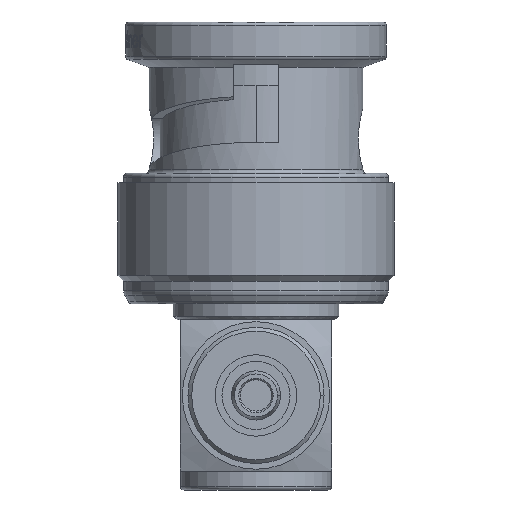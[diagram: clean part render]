
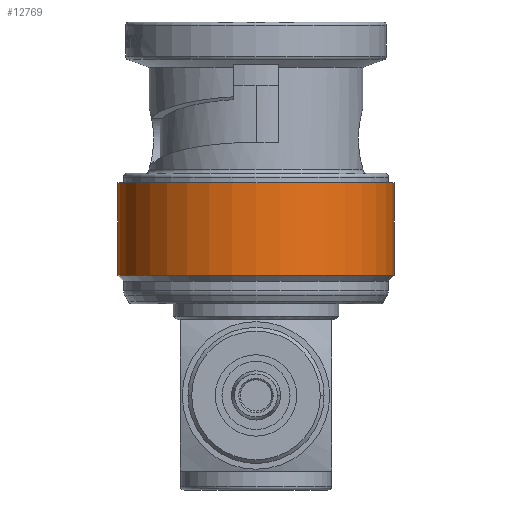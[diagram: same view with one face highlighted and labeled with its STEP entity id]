
A CAD part, front view. The second image highlights one B-rep face of the part: STEP entity #12769.
In plain terms, the highlighted cylindrical face has radius 7.3 mm (diameter 14.6 mm), a partial arc.
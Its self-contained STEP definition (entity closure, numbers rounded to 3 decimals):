
#118 = LINE ( 'NONE', #13523, #13736 ) ;
#455 = EDGE_CURVE ( 'NONE', #15178, #16093, #10800, .T. ) ;
#1643 = CARTESIAN_POINT ( 'NONE',  ( 7.3, 0., -12.55 ) ) ;
#2154 = CARTESIAN_POINT ( 'NONE',  ( 7.3, 0., -7.65 ) ) ;
#2489 = CARTESIAN_POINT ( 'NONE',  ( 7.3, 0., 2.634 ) ) ;
#3288 = DIRECTION ( 'NONE',  ( 0., 0., 1. ) ) ;
#3603 = CARTESIAN_POINT ( 'NONE',  ( 0., 0., -12.55 ) ) ;
#4072 = VERTEX_POINT ( 'NONE', #6847 ) ;
#4538 = DIRECTION ( 'NONE',  ( 1., 0., 0. ) ) ;
#4618 = CARTESIAN_POINT ( 'NONE',  ( 0., 0., 2.634 ) ) ;
#4927 = DIRECTION ( 'NONE',  ( 1., 0., 0. ) ) ;
#4953 = ORIENTED_EDGE ( 'NONE', *, *, #9512, .T. ) ;
#5012 = CIRCLE ( 'NONE', #13344, 7.3 ) ;
#5464 = AXIS2_PLACEMENT_3D ( 'NONE', #14956, #12350, #4538 ) ;
#6230 = VERTEX_POINT ( 'NONE', #1643 ) ;
#6362 = AXIS2_PLACEMENT_3D ( 'NONE', #4618, #3288, #15196 ) ;
#6847 = CARTESIAN_POINT ( 'NONE',  ( -7.3, 0., -12.55 ) ) ;
#6971 = ORIENTED_EDGE ( 'NONE', *, *, #12318, .F. ) ;
#7011 = CARTESIAN_POINT ( 'NONE',  ( -7.3, 0., -7.65 ) ) ;
#9141 = ORIENTED_EDGE ( 'NONE', *, *, #16868, .T. ) ;
#9512 = EDGE_CURVE ( 'NONE', #4072, #6230, #5012, .T. ) ;
#10800 = CIRCLE ( 'NONE', #5464, 7.3 ) ;
#11060 = FACE_OUTER_BOUND ( 'NONE', #14932, .T. ) ;
#12212 = DIRECTION ( 'NONE',  ( 0., 0., 1. ) ) ;
#12318 = EDGE_CURVE ( 'NONE', #4072, #15178, #118, .T. ) ;
#12350 = DIRECTION ( 'NONE',  ( 0., 0., 1. ) ) ;
#12769 = ADVANCED_FACE ( 'NONE', ( #11060 ), #16396, .T. ) ;
#12834 = DIRECTION ( 'NONE',  ( 0., 0., 1. ) ) ;
#13034 = VECTOR ( 'NONE', #14364, 1000. ) ;
#13344 = AXIS2_PLACEMENT_3D ( 'NONE', #3603, #12834, #4927 ) ;
#13523 = CARTESIAN_POINT ( 'NONE',  ( -7.3, 0., 2.634 ) ) ;
#13736 = VECTOR ( 'NONE', #12212, 1000. ) ;
#14166 = ORIENTED_EDGE ( 'NONE', *, *, #455, .F. ) ;
#14364 = DIRECTION ( 'NONE',  ( 0., 0., 1. ) ) ;
#14932 = EDGE_LOOP ( 'NONE', ( #6971, #4953, #9141, #14166 ) ) ;
#14956 = CARTESIAN_POINT ( 'NONE',  ( 0., 0., -7.65 ) ) ;
#15178 = VERTEX_POINT ( 'NONE', #7011 ) ;
#15196 = DIRECTION ( 'NONE',  ( 1., 0., 0. ) ) ;
#16093 = VERTEX_POINT ( 'NONE', #2154 ) ;
#16396 = CYLINDRICAL_SURFACE ( 'NONE', #6362, 7.3 ) ;
#16868 = EDGE_CURVE ( 'NONE', #6230, #16093, #16916, .T. ) ;
#16916 = LINE ( 'NONE', #2489, #13034 ) ;
